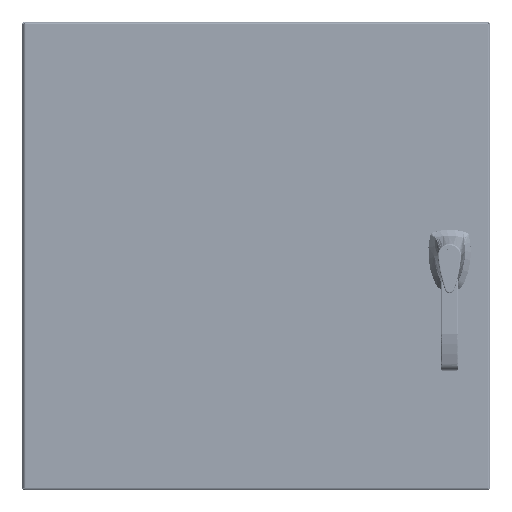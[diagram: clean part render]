
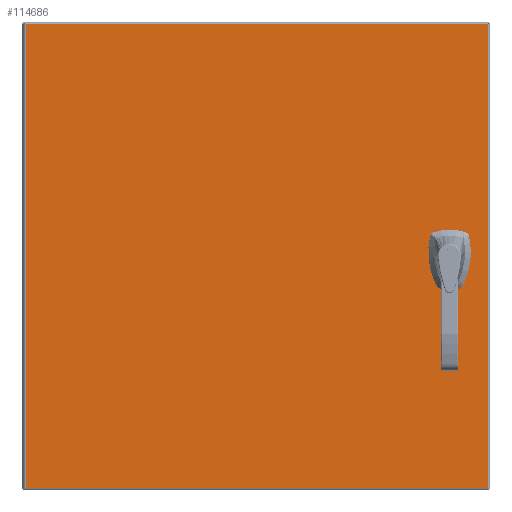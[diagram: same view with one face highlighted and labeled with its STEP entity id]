
A CAD part, front view. The second image highlights one B-rep face of the part: STEP entity #114686.
In plain terms, the highlighted planar face has unit normal (0, -1, 0).
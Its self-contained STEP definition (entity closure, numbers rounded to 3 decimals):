
#422 = CARTESIAN_POINT ( 'NONE',  ( 9.927, -25.02, 0.001 ) ) ;
#1391 = DIRECTION ( 'NONE',  ( -1., 0., 0. ) ) ;
#1781 = DIRECTION ( 'NONE',  ( 0., 0., 1. ) ) ;
#1815 = ORIENTED_EDGE ( 'NONE', *, *, #44778, .F. ) ;
#2588 = EDGE_LOOP ( 'NONE', ( #60722, #51709, #42225, #30599, #14962, #82821, #1815, #42033 ) ) ;
#3063 = EDGE_CURVE ( 'NONE', #138061, #93193, #27438, .T. ) ;
#4367 = FACE_BOUND ( 'NONE', #2588, .T. ) ;
#4765 = ORIENTED_EDGE ( 'NONE', *, *, #12540, .T. ) ;
#5099 = DIRECTION ( 'NONE',  ( 0., 1., 0. ) ) ;
#5518 = DIRECTION ( 'NONE',  ( 0., 1., 0. ) ) ;
#5749 = DIRECTION ( 'NONE',  ( 0., 1., 0. ) ) ;
#6606 = DIRECTION ( 'NONE',  ( 0., -1., 0. ) ) ;
#10562 = LINE ( 'NONE', #117004, #77593 ) ;
#12540 = EDGE_CURVE ( 'NONE', #131683, #16136, #10562, .T. ) ;
#13329 = CARTESIAN_POINT ( 'NONE',  ( 9.729, -25.02, 0.396 ) ) ;
#14962 = ORIENTED_EDGE ( 'NONE', *, *, #89238, .F. ) ;
#16136 = VERTEX_POINT ( 'NONE', #127601 ) ;
#16891 = DIRECTION ( 'NONE',  ( -1., 0., 0. ) ) ;
#18922 = VECTOR ( 'NONE', #16891, 39.37 ) ;
#19061 = CARTESIAN_POINT ( 'NONE',  ( -11.816, -25.02, -11.876 ) ) ;
#22397 = CARTESIAN_POINT ( 'NONE',  ( 9.531, -25.02, -0.198 ) ) ;
#25298 = EDGE_CURVE ( 'NONE', #49337, #124210, #125629, .T. ) ;
#27255 = VECTOR ( 'NONE', #97100, 39.37 ) ;
#27438 = CIRCLE ( 'NONE', #112424, 0.443 ) ;
#29451 = VERTEX_POINT ( 'NONE', #37535 ) ;
#29649 = VECTOR ( 'NONE', #37390, 39.37 ) ;
#30211 = DIRECTION ( 'NONE',  ( 0., 0., -1. ) ) ;
#30599 = ORIENTED_EDGE ( 'NONE', *, *, #3063, .T. ) ;
#31893 = AXIS2_PLACEMENT_3D ( 'NONE', #119646, #5518, #39041 ) ;
#32582 = EDGE_CURVE ( 'NONE', #71872, #71872, #68360, .T. ) ;
#33954 = ORIENTED_EDGE ( 'NONE', *, *, #32582, .T. ) ;
#37390 = DIRECTION ( 'NONE',  ( 0., 0., -1. ) ) ;
#37535 = CARTESIAN_POINT ( 'NONE',  ( 10.322, -25.02, -0.198 ) ) ;
#38603 = VERTEX_POINT ( 'NONE', #125093 ) ;
#39041 = DIRECTION ( 'NONE',  ( 0., 0., -1. ) ) ;
#42033 = ORIENTED_EDGE ( 'NONE', *, *, #91344, .T. ) ;
#42225 = ORIENTED_EDGE ( 'NONE', *, *, #77302, .F. ) ;
#42369 = FACE_OUTER_BOUND ( 'NONE', #142374, .T. ) ;
#44778 = EDGE_CURVE ( 'NONE', #29451, #38603, #140270, .T. ) ;
#45479 = CARTESIAN_POINT ( 'NONE',  ( 9.729, -25.02, -0.395 ) ) ;
#49337 = VERTEX_POINT ( 'NONE', #140741 ) ;
#51709 = ORIENTED_EDGE ( 'NONE', *, *, #93622, .T. ) ;
#52300 = FACE_BOUND ( 'NONE', #136930, .T. ) ;
#59424 = CARTESIAN_POINT ( 'NONE',  ( -11.816, -25.02, -11.876 ) ) ;
#59614 = VECTOR ( 'NONE', #66698, 39.37 ) ;
#60722 = ORIENTED_EDGE ( 'NONE', *, *, #137400, .F. ) ;
#60842 = CIRCLE ( 'NONE', #99717, 0.443 ) ;
#65829 = CARTESIAN_POINT ( 'NONE',  ( 11.891, -25.02, -11.876 ) ) ;
#66649 = VERTEX_POINT ( 'NONE', #113029 ) ;
#66698 = DIRECTION ( 'NONE',  ( 1., 0., 0. ) ) ;
#66967 = LINE ( 'NONE', #19061, #80900 ) ;
#68360 = CIRCLE ( 'NONE', #31893, 0.167 ) ;
#69357 = AXIS2_PLACEMENT_3D ( 'NONE', #143454, #5749, #144206 ) ;
#71872 = VERTEX_POINT ( 'NONE', #141831 ) ;
#72158 = CARTESIAN_POINT ( 'NONE',  ( 9.531, -25.02, 0.199 ) ) ;
#74340 = DIRECTION ( 'NONE',  ( 0., 0., -1. ) ) ;
#74720 = LINE ( 'NONE', #121117, #18922 ) ;
#77023 = EDGE_CURVE ( 'NONE', #124210, #131683, #143468, .T. ) ;
#77302 = EDGE_CURVE ( 'NONE', #138061, #89232, #119512, .T. ) ;
#77593 = VECTOR ( 'NONE', #1391, 39.37 ) ;
#77694 = DIRECTION ( 'NONE',  ( 0., 0., -1. ) ) ;
#78097 = LINE ( 'NONE', #124494, #59614 ) ;
#79854 = VERTEX_POINT ( 'NONE', #85179 ) ;
#80900 = VECTOR ( 'NONE', #102699, 39.37 ) ;
#82821 = ORIENTED_EDGE ( 'NONE', *, *, #110076, .T. ) ;
#83638 = VECTOR ( 'NONE', #1781, 39.37 ) ;
#84230 = AXIS2_PLACEMENT_3D ( 'NONE', #132176, #6606, #30211 ) ;
#85179 = CARTESIAN_POINT ( 'NONE',  ( 10.125, -25.02, -0.395 ) ) ;
#85671 = CARTESIAN_POINT ( 'NONE',  ( 11.891, -25.02, 11.877 ) ) ;
#85908 = VERTEX_POINT ( 'NONE', #45479 ) ;
#87157 = CARTESIAN_POINT ( 'NONE',  ( 11.891, -25.02, -11.876 ) ) ;
#87245 = CIRCLE ( 'NONE', #140653, 0.443 ) ;
#89232 = VERTEX_POINT ( 'NONE', #107443 ) ;
#89238 = EDGE_CURVE ( 'NONE', #66649, #93193, #74720, .T. ) ;
#89960 = ORIENTED_EDGE ( 'NONE', *, *, #25298, .T. ) ;
#91344 = EDGE_CURVE ( 'NONE', #29451, #79854, #87245, .T. ) ;
#93193 = VERTEX_POINT ( 'NONE', #13329 ) ;
#93277 = DIRECTION ( 'NONE',  ( 0., 1., 0. ) ) ;
#93622 = EDGE_CURVE ( 'NONE', #85908, #89232, #60842, .T. ) ;
#97100 = DIRECTION ( 'NONE',  ( 0., 0., 1. ) ) ;
#99717 = AXIS2_PLACEMENT_3D ( 'NONE', #111193, #146168, #77694 ) ;
#102699 = DIRECTION ( 'NONE',  ( 0., 0., -1. ) ) ;
#107443 = CARTESIAN_POINT ( 'NONE',  ( 9.531, -25.02, -0.198 ) ) ;
#107532 = CARTESIAN_POINT ( 'NONE',  ( 10.322, -25.02, 0.199 ) ) ;
#110076 = EDGE_CURVE ( 'NONE', #66649, #38603, #142227, .T. ) ;
#111193 = CARTESIAN_POINT ( 'NONE',  ( 9.927, -25.02, 0.001 ) ) ;
#112424 = AXIS2_PLACEMENT_3D ( 'NONE', #130639, #5099, #74340 ) ;
#113029 = CARTESIAN_POINT ( 'NONE',  ( 10.125, -25.02, 0.396 ) ) ;
#114686 = ADVANCED_FACE ( 'NONE', ( #4367, #42369, #52300 ), #134398, .T. ) ;
#117004 = CARTESIAN_POINT ( 'NONE',  ( -11.816, -25.02, 11.877 ) ) ;
#119512 = LINE ( 'NONE', #22397, #29649 ) ;
#119646 = CARTESIAN_POINT ( 'NONE',  ( 9.927, -25.02, -1.337 ) ) ;
#121117 = CARTESIAN_POINT ( 'NONE',  ( 9.729, -25.02, 0.396 ) ) ;
#122101 = EDGE_CURVE ( 'NONE', #16136, #49337, #66967, .T. ) ;
#124210 = VERTEX_POINT ( 'NONE', #65829 ) ;
#124494 = CARTESIAN_POINT ( 'NONE',  ( 10.125, -25.02, -0.395 ) ) ;
#125093 = CARTESIAN_POINT ( 'NONE',  ( 10.322, -25.02, 0.199 ) ) ;
#125629 = LINE ( 'NONE', #59424, #132203 ) ;
#127563 = ORIENTED_EDGE ( 'NONE', *, *, #122101, .T. ) ;
#127601 = CARTESIAN_POINT ( 'NONE',  ( -11.816, -25.02, 11.877 ) ) ;
#130639 = CARTESIAN_POINT ( 'NONE',  ( 9.927, -25.02, 0.001 ) ) ;
#131683 = VERTEX_POINT ( 'NONE', #85671 ) ;
#132176 = CARTESIAN_POINT ( 'NONE',  ( -11.816, -25.02, -11.876 ) ) ;
#132203 = VECTOR ( 'NONE', #140805, 39.37 ) ;
#134398 = PLANE ( 'NONE',  #84230 ) ;
#136930 = EDGE_LOOP ( 'NONE', ( #33954 ) ) ;
#137400 = EDGE_CURVE ( 'NONE', #85908, #79854, #78097, .T. ) ;
#138061 = VERTEX_POINT ( 'NONE', #72158 ) ;
#139662 = DIRECTION ( 'NONE',  ( 0., 0., -1. ) ) ;
#140270 = LINE ( 'NONE', #107532, #83638 ) ;
#140653 = AXIS2_PLACEMENT_3D ( 'NONE', #422, #93277, #139662 ) ;
#140741 = CARTESIAN_POINT ( 'NONE',  ( -11.816, -25.02, -11.876 ) ) ;
#140805 = DIRECTION ( 'NONE',  ( 1., 0., 0. ) ) ;
#141831 = CARTESIAN_POINT ( 'NONE',  ( 9.927, -25.02, -1.504 ) ) ;
#142227 = CIRCLE ( 'NONE', #69357, 0.443 ) ;
#142374 = EDGE_LOOP ( 'NONE', ( #142773, #4765, #127563, #89960 ) ) ;
#142773 = ORIENTED_EDGE ( 'NONE', *, *, #77023, .T. ) ;
#143454 = CARTESIAN_POINT ( 'NONE',  ( 9.927, -25.02, 0.001 ) ) ;
#143468 = LINE ( 'NONE', #87157, #27255 ) ;
#144206 = DIRECTION ( 'NONE',  ( 0., 0., -1. ) ) ;
#146168 = DIRECTION ( 'NONE',  ( 0., 1., 0. ) ) ;
